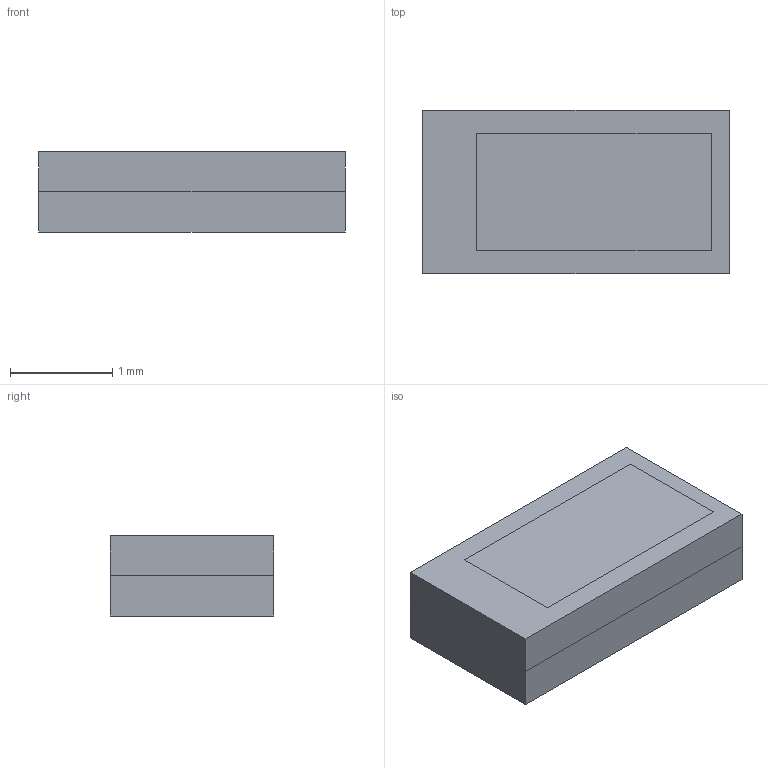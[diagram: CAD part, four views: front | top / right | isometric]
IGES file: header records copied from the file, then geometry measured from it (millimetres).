
Start section: SolidWorks IGES file using analytic representation for surfaces
Global section: file name: NC2A170C.IGS; native system: SolidWorks 2016; preprocessor: SolidWorks 2016; author: j40865; date: 181119.101932; units: millimetre
Bounding box: 3 x 1.6 x 0.79 mm (x, y, z)
Surface area: 32.5 mm2 (no closed solid volume)
Topology: 0 solids, 0 shells, 39 faces, 204 edges, 204 vertices
Faces by surface type: bspline 35, revolution 4
